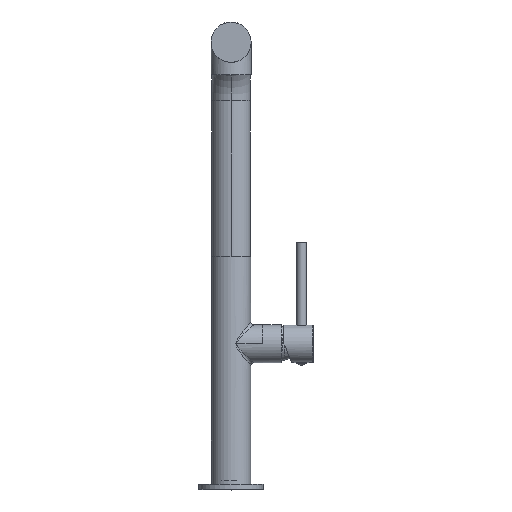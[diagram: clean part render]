
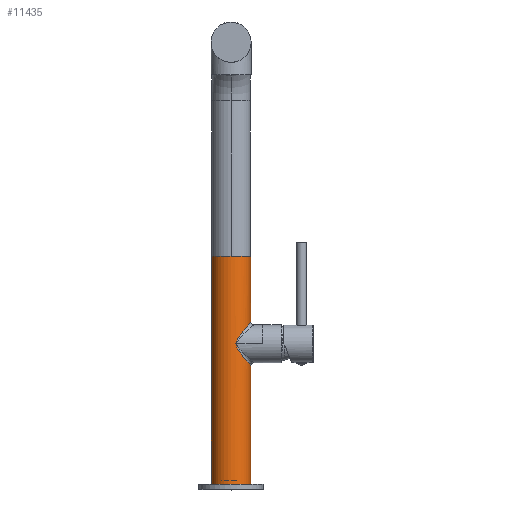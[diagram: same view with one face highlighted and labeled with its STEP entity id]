
A CAD part, top view. The second image highlights one B-rep face of the part: STEP entity #11435.
In plain terms, the highlighted cylindrical face has radius 15.15 mm (diameter 30.3 mm), a partial arc.
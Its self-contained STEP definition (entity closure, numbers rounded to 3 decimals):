
#2321=DIRECTION('',(0.,1.,0.));
#2322=VECTOR('',#2321,91.65);
#2323=CARTESIAN_POINT('',(15.15,1.,0.));
#2324=LINE('',#2323,#2322);
#2325=CARTESIAN_POINT('',(15.15,92.65,0.));
#2417=DIRECTION('',(0.,1.,0.));
#2418=VECTOR('',#2417,50.65);
#2419=CARTESIAN_POINT('',(15.15,126.35,0.));
#2420=LINE('',#2419,#2418);
#2421=DIRECTION('',(0.,-1.,0.));
#2422=VECTOR('',#2421,176.);
#2423=CARTESIAN_POINT('',(-15.15,177.,0.));
#2424=LINE('',#2423,#2422);
#2483=CARTESIAN_POINT('',(0.,1.,0.));
#2484=DIRECTION('',(0.,1.,0.));
#2485=DIRECTION('',(-1.,0.,0.));
#2486=AXIS2_PLACEMENT_3D('',#2483,#2484,#2485);
#2488=CARTESIAN_POINT('',(15.15,126.35,0.));
#2489=CARTESIAN_POINT('',(15.15,126.35,0.178));
#2490=CARTESIAN_POINT('',(15.144,126.342,0.537));
#2491=CARTESIAN_POINT('',(15.115,126.308,1.077));
#2492=CARTESIAN_POINT('',(15.066,126.251,1.622));
#2493=CARTESIAN_POINT('',(14.997,126.169,2.169));
#2494=CARTESIAN_POINT('',(14.907,126.062,2.719));
#2495=CARTESIAN_POINT('',(14.796,125.93,3.272));
#2496=CARTESIAN_POINT('',(14.662,125.771,3.827));
#2497=CARTESIAN_POINT('',(14.506,125.585,4.383));
#2498=CARTESIAN_POINT('',(14.326,125.371,4.941));
#2499=CARTESIAN_POINT('',(14.12,125.126,5.501));
#2500=CARTESIAN_POINT('',(13.888,124.849,6.064));
#2501=CARTESIAN_POINT('',(13.628,124.538,6.628));
#2502=CARTESIAN_POINT('',(13.339,124.193,7.192));
#2503=CARTESIAN_POINT('',(13.02,123.81,7.756));
#2504=CARTESIAN_POINT('',(12.669,123.388,8.317));
#2505=CARTESIAN_POINT('',(12.284,122.925,8.876));
#2506=CARTESIAN_POINT('',(11.866,122.419,9.428));
#2507=CARTESIAN_POINT('',(11.412,121.868,9.973));
#2508=CARTESIAN_POINT('',(10.923,121.271,10.507));
#2509=CARTESIAN_POINT('',(10.397,120.626,11.027));
#2510=CARTESIAN_POINT('',(9.837,119.932,11.531));
#2511=CARTESIAN_POINT('',(9.245,119.192,12.01));
#2512=CARTESIAN_POINT('',(8.622,118.403,12.465));
#2513=CARTESIAN_POINT('',(7.969,117.562,12.892));
#2514=CARTESIAN_POINT('',(7.326,116.712,13.268));
#2515=CARTESIAN_POINT('',(6.726,115.896,13.58));
#2516=CARTESIAN_POINT('',(6.208,115.162,13.823));
#2517=CARTESIAN_POINT('',(5.762,114.501,14.014));
#2518=CARTESIAN_POINT('',(5.38,113.904,14.164));
#2519=CARTESIAN_POINT('',(5.055,113.363,14.283));
#2520=CARTESIAN_POINT('',(4.782,112.873,14.376));
#2521=CARTESIAN_POINT('',(4.555,112.428,14.45));
#2522=CARTESIAN_POINT('',(4.368,112.022,14.507));
#2523=CARTESIAN_POINT('',(4.217,111.656,14.552));
#2524=CARTESIAN_POINT('',(4.099,111.331,14.585));
#2525=CARTESIAN_POINT('',(4.008,111.044,14.61));
#2526=CARTESIAN_POINT('',(3.938,110.782,14.629));
#2527=CARTESIAN_POINT('',(3.883,110.532,14.644));
#2528=CARTESIAN_POINT('',(3.838,110.279,14.656));
#2529=CARTESIAN_POINT('',(3.804,110.02,14.665));
#2530=CARTESIAN_POINT('',(3.784,109.759,14.67));
#2531=CARTESIAN_POINT('',(3.779,109.586,14.671));
#2532=CARTESIAN_POINT('',(3.779,109.5,14.671));
#2534=CARTESIAN_POINT('',(3.779,109.5,14.671));
#2535=CARTESIAN_POINT('',(3.779,109.414,14.671));
#2536=CARTESIAN_POINT('',(3.784,109.241,14.67));
#2537=CARTESIAN_POINT('',(3.804,108.98,14.665));
#2538=CARTESIAN_POINT('',(3.838,108.72,14.656));
#2539=CARTESIAN_POINT('',(3.883,108.467,14.644));
#2540=CARTESIAN_POINT('',(3.938,108.217,14.629));
#2541=CARTESIAN_POINT('',(4.009,107.955,14.61));
#2542=CARTESIAN_POINT('',(4.099,107.669,14.585));
#2543=CARTESIAN_POINT('',(4.217,107.344,14.552));
#2544=CARTESIAN_POINT('',(4.367,106.978,14.507));
#2545=CARTESIAN_POINT('',(4.554,106.573,14.45));
#2546=CARTESIAN_POINT('',(4.782,106.129,14.376));
#2547=CARTESIAN_POINT('',(5.054,105.639,14.283));
#2548=CARTESIAN_POINT('',(5.378,105.099,14.165));
#2549=CARTESIAN_POINT('',(5.76,104.502,14.015));
#2550=CARTESIAN_POINT('',(6.204,103.843,13.825));
#2551=CARTESIAN_POINT('',(6.723,103.108,13.581));
#2552=CARTESIAN_POINT('',(7.323,102.291,13.269));
#2553=CARTESIAN_POINT('',(7.969,101.438,12.892));
#2554=CARTESIAN_POINT('',(8.623,100.596,12.465));
#2555=CARTESIAN_POINT('',(9.244,99.809,12.011));
#2556=CARTESIAN_POINT('',(9.836,99.069,11.531));
#2557=CARTESIAN_POINT('',(10.397,98.375,11.028));
#2558=CARTESIAN_POINT('',(10.922,97.73,10.507));
#2559=CARTESIAN_POINT('',(11.412,97.132,9.973));
#2560=CARTESIAN_POINT('',(11.866,96.581,9.428));
#2561=CARTESIAN_POINT('',(12.284,96.075,8.876));
#2562=CARTESIAN_POINT('',(12.668,95.612,8.318));
#2563=CARTESIAN_POINT('',(13.019,95.191,7.756));
#2564=CARTESIAN_POINT('',(13.339,94.808,7.193));
#2565=CARTESIAN_POINT('',(13.628,94.462,6.629));
#2566=CARTESIAN_POINT('',(13.888,94.152,6.065));
#2567=CARTESIAN_POINT('',(14.12,93.875,5.503));
#2568=CARTESIAN_POINT('',(14.325,93.63,4.943));
#2569=CARTESIAN_POINT('',(14.505,93.416,4.385));
#2570=CARTESIAN_POINT('',(14.662,93.23,3.829));
#2571=CARTESIAN_POINT('',(14.796,93.071,3.274));
#2572=CARTESIAN_POINT('',(14.907,92.938,2.721));
#2573=CARTESIAN_POINT('',(14.997,92.831,2.17));
#2574=CARTESIAN_POINT('',(15.066,92.749,1.622));
#2575=CARTESIAN_POINT('',(15.115,92.692,1.077));
#2576=CARTESIAN_POINT('',(15.144,92.658,0.536));
#2577=CARTESIAN_POINT('',(15.15,92.65,0.178));
#2578=CARTESIAN_POINT('',(15.15,92.65,0.));
#2585=CARTESIAN_POINT('',(0.,177.,0.));
#2586=DIRECTION('',(0.,-1.,0.));
#2587=DIRECTION('',(1.,0.,0.));
#2588=AXIS2_PLACEMENT_3D('',#2585,#2586,#2587);
#7134=CARTESIAN_POINT('',(-15.15,177.,0.));
#7135=CARTESIAN_POINT('',(15.15,177.,0.));
#7136=VERTEX_POINT('',#7134);
#7137=VERTEX_POINT('',#7135);
#7158=VERTEX_POINT('',#2488);
#7159=VERTEX_POINT('',#2532);
#7164=VERTEX_POINT('',#2325);
#7809=CARTESIAN_POINT('',(15.15,1.,0.));
#7810=CARTESIAN_POINT('',(-15.15,1.,0.));
#7811=VERTEX_POINT('',#7809);
#7812=VERTEX_POINT('',#7810);
#11418=CARTESIAN_POINT('',(0.,0.,0.));
#11419=DIRECTION('',(0.,1.,0.));
#11420=DIRECTION('',(1.,0.,0.));
#11421=AXIS2_PLACEMENT_3D('',#11418,#11419,#11420);
#11422=CYLINDRICAL_SURFACE('',#11421,15.15);
#11423=ORIENTED_EDGE('',*,*,#11282,.F.);
#11424=ORIENTED_EDGE('',*,*,#11258,.F.);
#11426=ORIENTED_EDGE('',*,*,#11425,.F.);
#11427=ORIENTED_EDGE('',*,*,#11254,.F.);
#11429=ORIENTED_EDGE('',*,*,#11428,.T.);
#11431=ORIENTED_EDGE('',*,*,#11430,.T.);
#11432=ORIENTED_EDGE('',*,*,#11249,.F.);
#11433=EDGE_LOOP('',(#11423,#11424,#11426,#11427,#11429,#11431,#11432));
#11434=FACE_OUTER_BOUND('',#11433,.F.);
#11435=ADVANCED_FACE('',(#11434),#11422,.T.);
#2487=CIRCLE('',#2486,15.15);
#2533=B_SPLINE_CURVE_WITH_KNOTS('',3,(#2488,#2489,#2490,#2491,#2492,#2493,#2494,
#2495,#2496,#2497,#2498,#2499,#2500,#2501,#2502,#2503,#2504,#2505,#2506,#2507,
#2508,#2509,#2510,#2511,#2512,#2513,#2514,#2515,#2516,#2517,#2518,#2519,#2520,
#2521,#2522,#2523,#2524,#2525,#2526,#2527,#2528,#2529,#2530,#2531,#2532),
.UNSPECIFIED.,.F.,.F.,(4,1,1,1,1,1,1,1,1,1,1,1,1,1,1,1,1,1,1,1,1,1,1,1,1,1,1,1,
1,1,1,1,1,1,1,1,1,1,1,1,1,1,4),(0.,0.024,0.048,
0.071,0.095,0.119,0.143,
0.167,0.19,0.214,0.238,
0.262,0.286,0.31,0.333,
0.357,0.381,0.405,0.429,
0.452,0.476,0.5,0.524,0.548,
0.571,0.595,0.619,0.643,
0.667,0.69,0.714,0.738,
0.762,0.786,0.81,0.833,
0.857,0.881,0.905,0.929,
0.952,0.976,1.),.UNSPECIFIED.);
#2579=B_SPLINE_CURVE_WITH_KNOTS('',3,(#2534,#2535,#2536,#2537,#2538,#2539,#2540,
#2541,#2542,#2543,#2544,#2545,#2546,#2547,#2548,#2549,#2550,#2551,#2552,#2553,
#2554,#2555,#2556,#2557,#2558,#2559,#2560,#2561,#2562,#2563,#2564,#2565,#2566,
#2567,#2568,#2569,#2570,#2571,#2572,#2573,#2574,#2575,#2576,#2577,#2578),
.UNSPECIFIED.,.F.,.F.,(4,1,1,1,1,1,1,1,1,1,1,1,1,1,1,1,1,1,1,1,1,1,1,1,1,1,1,1,
1,1,1,1,1,1,1,1,1,1,1,1,1,1,4),(0.,0.024,0.048,
0.071,0.095,0.119,0.143,
0.167,0.19,0.214,0.238,
0.262,0.286,0.31,0.333,
0.357,0.381,0.405,0.429,
0.452,0.476,0.5,0.524,0.548,
0.571,0.595,0.619,0.643,
0.667,0.69,0.714,0.738,
0.762,0.786,0.81,0.833,
0.857,0.881,0.905,0.929,
0.952,0.976,1.),.UNSPECIFIED.);
#2589=CIRCLE('',#2588,15.15);
#11249=EDGE_CURVE('',#7811,#7164,#2324,.T.);
#11254=EDGE_CURVE('',#7158,#7137,#2420,.T.);
#11258=EDGE_CURVE('',#7136,#7812,#2424,.T.);
#11282=EDGE_CURVE('',#7812,#7811,#2487,.T.);
#11425=EDGE_CURVE('',#7137,#7136,#2589,.T.);
#11428=EDGE_CURVE('',#7158,#7159,#2533,.T.);
#11430=EDGE_CURVE('',#7159,#7164,#2579,.T.);
